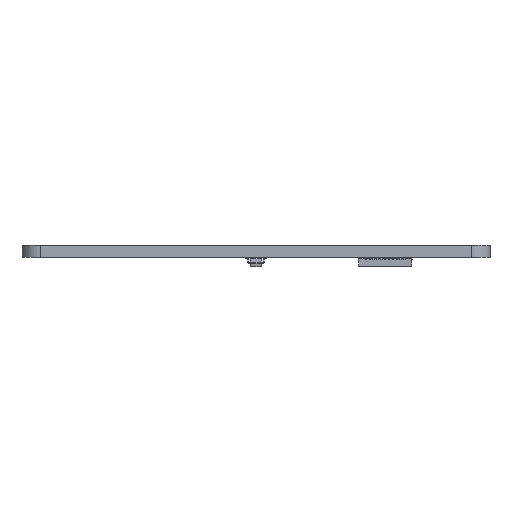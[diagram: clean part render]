
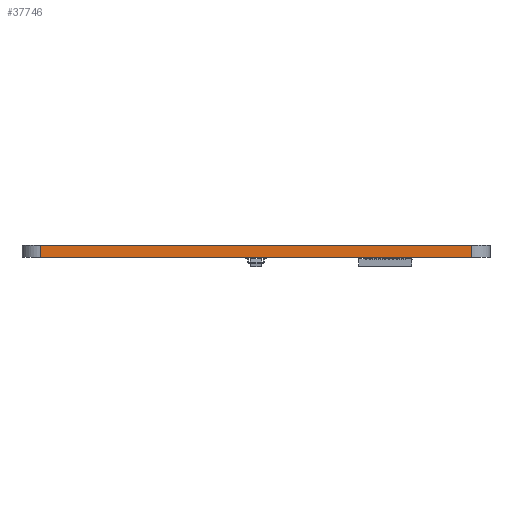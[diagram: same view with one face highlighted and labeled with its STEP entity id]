
A CAD part, front view. The second image highlights one B-rep face of the part: STEP entity #37746.
In plain terms, the highlighted planar face has unit normal (0, -1, 0).
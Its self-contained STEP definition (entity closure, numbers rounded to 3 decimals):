
#29805 = CYLINDRICAL_SURFACE('',#29806,2.381);
#29806 = AXIS2_PLACEMENT_3D('',#29807,#29808,#29809);
#29807 = CARTESIAN_POINT('',(294.68,-141.684,0.));
#29808 = DIRECTION('',(0.,0.,-1.));
#29809 = DIRECTION('',(1.,0.,0.));
#29833 = PLANE('',#29834);
#29834 = AXIS2_PLACEMENT_3D('',#29835,#29836,#29837);
#29835 = CARTESIAN_POINT('',(266.7,-113.156,1.6));
#29836 = DIRECTION('',(0.,0.,1.));
#29837 = DIRECTION('',(1.,0.,0.));
#29887 = PLANE('',#29888);
#29888 = AXIS2_PLACEMENT_3D('',#29889,#29890,#29891);
#29889 = CARTESIAN_POINT('',(266.7,-113.156,0.));
#29890 = DIRECTION('',(0.,0.,1.));
#29891 = DIRECTION('',(1.,0.,0.));
#29902 = EDGE_CURVE('',#29903,#29905,#29907,.T.);
#29903 = VERTEX_POINT('',#29904);
#29904 = CARTESIAN_POINT('',(294.68,-144.066,0.));
#29905 = VERTEX_POINT('',#29906);
#29906 = CARTESIAN_POINT('',(294.68,-144.066,1.6));
#29907 = SURFACE_CURVE('',#29908,(#29912,#29919),.PCURVE_S1.);
#29908 = LINE('',#29909,#29910);
#29909 = CARTESIAN_POINT('',(294.68,-144.066,0.));
#29910 = VECTOR('',#29911,1.);
#29911 = DIRECTION('',(0.,0.,1.));
#29912 = PCURVE('',#29805,#29913);
#29913 = DEFINITIONAL_REPRESENTATION('',(#29914),#29918);
#29914 = LINE('',#29915,#29916);
#29915 = CARTESIAN_POINT('',(-4.712,0.));
#29916 = VECTOR('',#29917,1.);
#29917 = DIRECTION('',(0.,-1.));
#29918 = ( GEOMETRIC_REPRESENTATION_CONTEXT(2) 
PARAMETRIC_REPRESENTATION_CONTEXT() REPRESENTATION_CONTEXT('2D SPACE',''
  ) );
#29919 = PCURVE('',#29920,#29925);
#29920 = PLANE('',#29921);
#29921 = AXIS2_PLACEMENT_3D('',#29922,#29923,#29924);
#29922 = CARTESIAN_POINT('',(238.721,-144.066,0.));
#29923 = DIRECTION('',(0.,1.,0.));
#29924 = DIRECTION('',(1.,0.,0.));
#29925 = DEFINITIONAL_REPRESENTATION('',(#29926),#29930);
#29926 = LINE('',#29927,#29928);
#29927 = CARTESIAN_POINT('',(55.959,0.));
#29928 = VECTOR('',#29929,1.);
#29929 = DIRECTION('',(0.,-1.));
#29930 = ( GEOMETRIC_REPRESENTATION_CONTEXT(2) 
PARAMETRIC_REPRESENTATION_CONTEXT() REPRESENTATION_CONTEXT('2D SPACE',''
  ) );
#30311 = VERTEX_POINT('',#30312);
#30312 = CARTESIAN_POINT('',(238.721,-144.066,0.));
#30327 = CYLINDRICAL_SURFACE('',#30328,2.381);
#30328 = AXIS2_PLACEMENT_3D('',#30329,#30330,#30331);
#30329 = CARTESIAN_POINT('',(238.721,-141.684,0.));
#30330 = DIRECTION('',(0.,0.,-1.));
#30331 = DIRECTION('',(1.,0.,0.));
#30339 = EDGE_CURVE('',#30311,#29903,#30340,.T.);
#30340 = SURFACE_CURVE('',#30341,(#30345,#30352),.PCURVE_S1.);
#30341 = LINE('',#30342,#30343);
#30342 = CARTESIAN_POINT('',(238.721,-144.066,0.));
#30343 = VECTOR('',#30344,1.);
#30344 = DIRECTION('',(1.,0.,0.));
#30345 = PCURVE('',#29887,#30346);
#30346 = DEFINITIONAL_REPRESENTATION('',(#30347),#30351);
#30347 = LINE('',#30348,#30349);
#30348 = CARTESIAN_POINT('',(-27.98,-30.91));
#30349 = VECTOR('',#30350,1.);
#30350 = DIRECTION('',(1.,0.));
#30351 = ( GEOMETRIC_REPRESENTATION_CONTEXT(2) 
PARAMETRIC_REPRESENTATION_CONTEXT() REPRESENTATION_CONTEXT('2D SPACE',''
  ) );
#30352 = PCURVE('',#29920,#30353);
#30353 = DEFINITIONAL_REPRESENTATION('',(#30354),#30358);
#30354 = LINE('',#30355,#30356);
#30355 = CARTESIAN_POINT('',(0.,0.));
#30356 = VECTOR('',#30357,1.);
#30357 = DIRECTION('',(1.,0.));
#30358 = ( GEOMETRIC_REPRESENTATION_CONTEXT(2) 
PARAMETRIC_REPRESENTATION_CONTEXT() REPRESENTATION_CONTEXT('2D SPACE',''
  ) );
#34462 = VERTEX_POINT('',#34463);
#34463 = CARTESIAN_POINT('',(238.721,-144.066,1.6));
#34485 = EDGE_CURVE('',#34462,#29905,#34486,.T.);
#34486 = SURFACE_CURVE('',#34487,(#34491,#34498),.PCURVE_S1.);
#34487 = LINE('',#34488,#34489);
#34488 = CARTESIAN_POINT('',(238.721,-144.066,1.6));
#34489 = VECTOR('',#34490,1.);
#34490 = DIRECTION('',(1.,0.,0.));
#34491 = PCURVE('',#29833,#34492);
#34492 = DEFINITIONAL_REPRESENTATION('',(#34493),#34497);
#34493 = LINE('',#34494,#34495);
#34494 = CARTESIAN_POINT('',(-27.98,-30.91));
#34495 = VECTOR('',#34496,1.);
#34496 = DIRECTION('',(1.,0.));
#34497 = ( GEOMETRIC_REPRESENTATION_CONTEXT(2) 
PARAMETRIC_REPRESENTATION_CONTEXT() REPRESENTATION_CONTEXT('2D SPACE',''
  ) );
#34498 = PCURVE('',#29920,#34499);
#34499 = DEFINITIONAL_REPRESENTATION('',(#34500),#34504);
#34500 = LINE('',#34501,#34502);
#34501 = CARTESIAN_POINT('',(0.,-1.6));
#34502 = VECTOR('',#34503,1.);
#34503 = DIRECTION('',(1.,0.));
#34504 = ( GEOMETRIC_REPRESENTATION_CONTEXT(2) 
PARAMETRIC_REPRESENTATION_CONTEXT() REPRESENTATION_CONTEXT('2D SPACE',''
  ) );
#37746 = ADVANCED_FACE('',(#37747),#29920,.F.);
#37747 = FACE_BOUND('',#37748,.F.);
#37748 = EDGE_LOOP('',(#37749,#37770,#37771,#37772));
#37749 = ORIENTED_EDGE('',*,*,#37750,.T.);
#37750 = EDGE_CURVE('',#30311,#34462,#37751,.T.);
#37751 = SURFACE_CURVE('',#37752,(#37756,#37763),.PCURVE_S1.);
#37752 = LINE('',#37753,#37754);
#37753 = CARTESIAN_POINT('',(238.721,-144.066,0.));
#37754 = VECTOR('',#37755,1.);
#37755 = DIRECTION('',(0.,0.,1.));
#37756 = PCURVE('',#29920,#37757);
#37757 = DEFINITIONAL_REPRESENTATION('',(#37758),#37762);
#37758 = LINE('',#37759,#37760);
#37759 = CARTESIAN_POINT('',(0.,0.));
#37760 = VECTOR('',#37761,1.);
#37761 = DIRECTION('',(0.,-1.));
#37762 = ( GEOMETRIC_REPRESENTATION_CONTEXT(2) 
PARAMETRIC_REPRESENTATION_CONTEXT() REPRESENTATION_CONTEXT('2D SPACE',''
  ) );
#37763 = PCURVE('',#30327,#37764);
#37764 = DEFINITIONAL_REPRESENTATION('',(#37765),#37769);
#37765 = LINE('',#37766,#37767);
#37766 = CARTESIAN_POINT('',(-4.712,0.));
#37767 = VECTOR('',#37768,1.);
#37768 = DIRECTION('',(0.,-1.));
#37769 = ( GEOMETRIC_REPRESENTATION_CONTEXT(2) 
PARAMETRIC_REPRESENTATION_CONTEXT() REPRESENTATION_CONTEXT('2D SPACE',''
  ) );
#37770 = ORIENTED_EDGE('',*,*,#34485,.T.);
#37771 = ORIENTED_EDGE('',*,*,#29902,.F.);
#37772 = ORIENTED_EDGE('',*,*,#30339,.F.);
